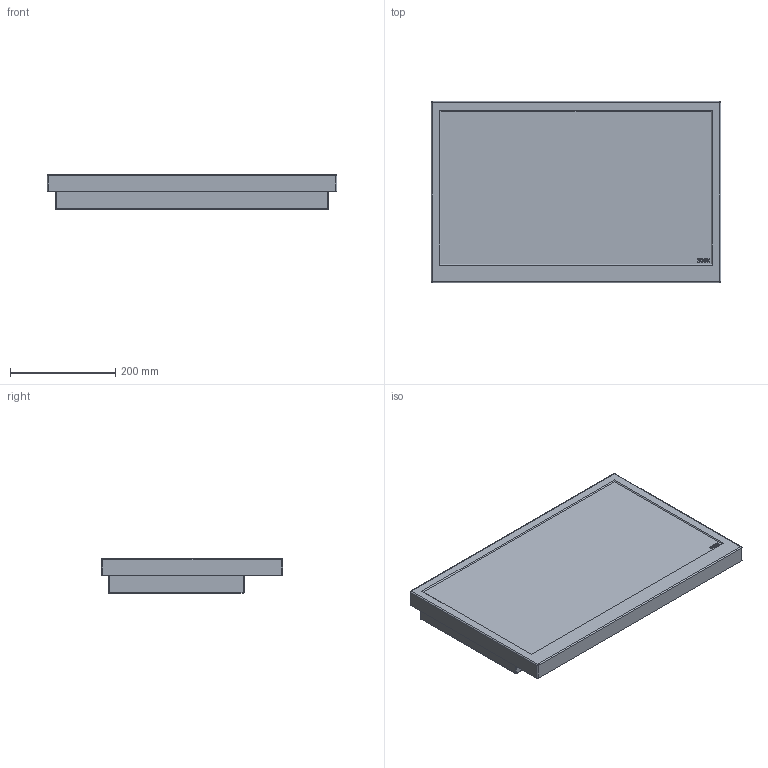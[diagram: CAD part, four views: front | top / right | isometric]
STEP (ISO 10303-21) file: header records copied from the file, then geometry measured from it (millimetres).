
FILE_DESCRIPTION(/* description */ ('Unknown'),/* implementation_level */ '2;1');
FILE_NAME(/* name */ 'N230DE-3d',/* time_stamp */ '2021-08-09T14:25:01+02:00',/* author */ ('Unknown'),/* organization */ ('Unknown'),/* preprocessor_version */ 'ST-DEVELOPER v16.7',/* originating_system */ 'Solid Edge',/* authorisation */ 'Unknown');
FILE_SCHEMA (('AUTOMOTIVE_DESIGN {1 0 10303 214 3 1 1}'));
Length unit declared in the file: millimetre
Products named in the file (2): N230D(E)-3d; N230DE 3D-model
Assembly tree (1 placements, depth 2):
  N230D(E)-3d
    N230DE 3D-model
Bounding box: 549.8 x 343.6 x 66 mm (x, y, z)
Volume: 10270276.2 mm3; surface area: 486433.6 mm2
Topology: 1 solids, 1 shells, 120 faces, 276 edges, 168 vertices
Faces by surface type: plane 65, cylinder 32, bspline 15, sphere 8
Full cylindrical faces by diameter (mm): 3.242 x16
Entity records: 4705 total; most frequent: CARTESIAN_POINT 1415, ORIENTED_EDGE 500, DIRECTION 424, EDGE_CURVE 250, VERTEX_POINT 168, AXIS2_PLACEMENT_3D 163, EDGE_LOOP 156, FACE_BOUND 156
